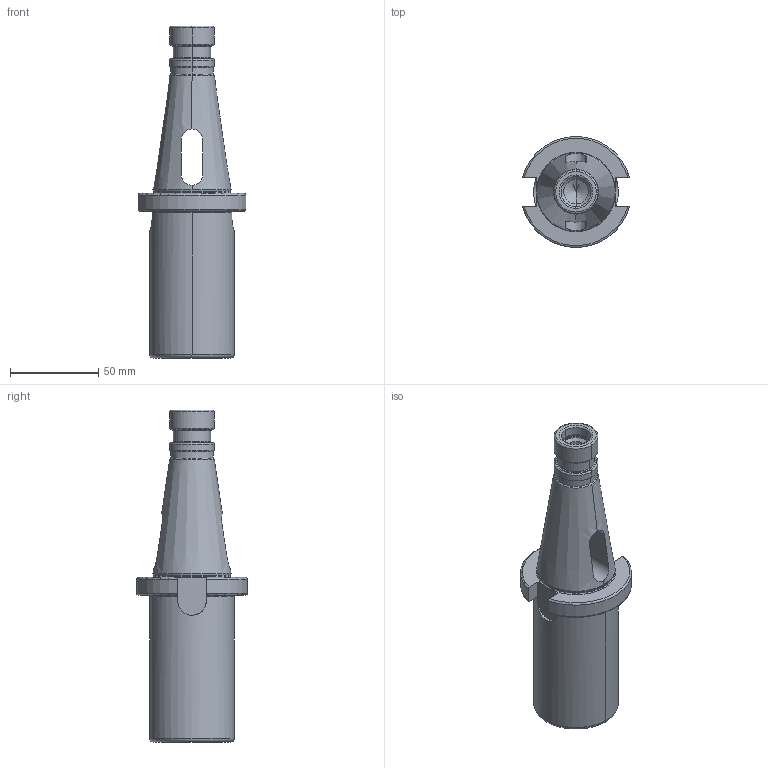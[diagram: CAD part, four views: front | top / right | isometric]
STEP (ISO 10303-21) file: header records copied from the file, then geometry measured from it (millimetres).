
FILE_DESCRIPTION((''),'2;1');
FILE_NAME('401_07_04','2020-09-02T',('103090'),(''),'CREO PARAMETRIC BY PTC INC, 2016260','CREO PARAMETRIC BY PTC INC, 2016260','');
FILE_SCHEMA(('CONFIG_CONTROL_DESIGN'));
Length unit declared in the file: millimetre
Products named in the file (1): 401_07_04
Bounding box: 60.91 x 62.76 x 188.4 mm (x, y, z)
Volume: 181036.1 mm3; surface area: 40449.8 mm2
Topology: 1 solids, 1 shells, 88 faces, 208 edges, 121 vertices
Faces by surface type: torus 30, cylinder 24, cone 18, plane 16
Entity records: 2792 total; most frequent: CARTESIAN_POINT 706, DIRECTION 468, ORIENTED_EDGE 412, EDGE_CURVE 206, AXIS2_PLACEMENT_3D 199, VERTEX_POINT 121, CIRCLE 108, EDGE_LOOP 91
